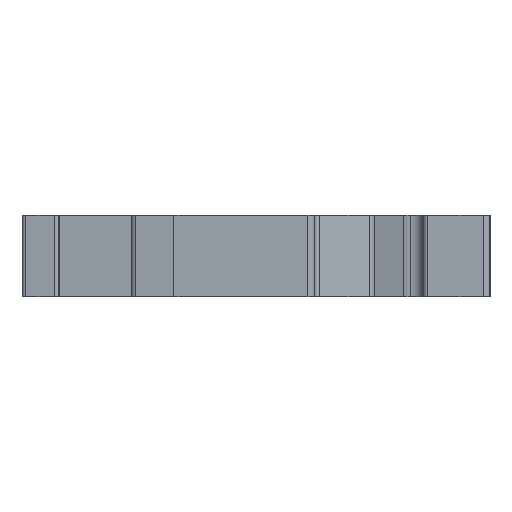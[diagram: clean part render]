
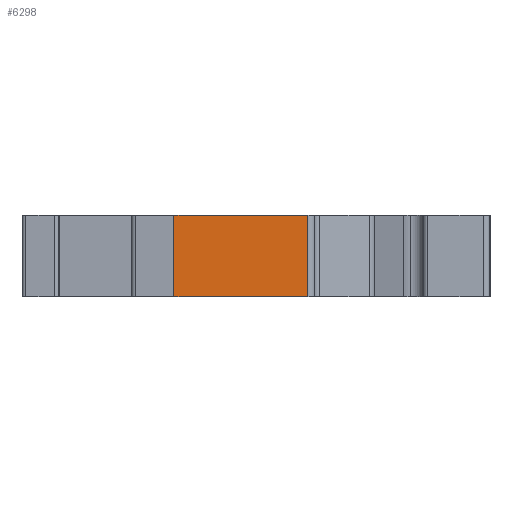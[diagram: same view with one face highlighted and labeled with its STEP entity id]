
A CAD part, left-side view. The second image highlights one B-rep face of the part: STEP entity #6298.
In plain terms, the highlighted planar face has unit normal (-1, 0, 0).
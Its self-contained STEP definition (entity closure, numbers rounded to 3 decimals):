
#75=DIRECTION('',(0.,-1.,0.));
#76=VECTOR('',#75,10.07);
#77=CARTESIAN_POINT('',(-28.,17.77,-3.4));
#78=LINE('',#77,#76);
#748=DIRECTION('',(0.,1.,0.));
#749=VECTOR('',#748,10.07);
#750=CARTESIAN_POINT('',(-28.,7.7,2.7));
#751=LINE('',#750,#749);
#2218=DIRECTION('',(0.,0.,1.));
#2219=VECTOR('',#2218,6.1);
#2220=CARTESIAN_POINT('',(-28.,17.77,-3.4));
#2221=LINE('',#2220,#2219);
#2226=DIRECTION('',(0.,0.,1.));
#2227=VECTOR('',#2226,6.1);
#2228=CARTESIAN_POINT('',(-28.,7.7,-3.4));
#2229=LINE('',#2228,#2227);
#2637=CARTESIAN_POINT('',(-28.,17.77,-3.4));
#2638=VERTEX_POINT('',#2637);
#2639=CARTESIAN_POINT('',(-28.,7.7,-3.4));
#2640=VERTEX_POINT('',#2639);
#2931=CARTESIAN_POINT('',(-28.,7.7,2.7));
#2932=VERTEX_POINT('',#2931);
#2933=CARTESIAN_POINT('',(-28.,17.77,2.7));
#2934=VERTEX_POINT('',#2933);
#6286=CARTESIAN_POINT('',(-28.,-6.,2.7));
#6287=DIRECTION('',(1.,0.,0.));
#6288=DIRECTION('',(0.,1.,0.));
#6289=AXIS2_PLACEMENT_3D('',#6286,#6287,#6288);
#6290=PLANE('',#6289);
#6291=ORIENTED_EDGE('',*,*,#3450,.F.);
#6292=ORIENTED_EDGE('',*,*,#6279,.T.);
#6293=ORIENTED_EDGE('',*,*,#3871,.F.);
#6295=ORIENTED_EDGE('',*,*,#6294,.F.);
#6296=EDGE_LOOP('',(#6291,#6292,#6293,#6295));
#6297=FACE_OUTER_BOUND('',#6296,.F.);
#6298=ADVANCED_FACE('',(#6297),#6290,.F.);
#3450=EDGE_CURVE('',#2638,#2640,#78,.T.);
#3871=EDGE_CURVE('',#2932,#2934,#751,.T.);
#6279=EDGE_CURVE('',#2638,#2934,#2221,.T.);
#6294=EDGE_CURVE('',#2640,#2932,#2229,.T.);
